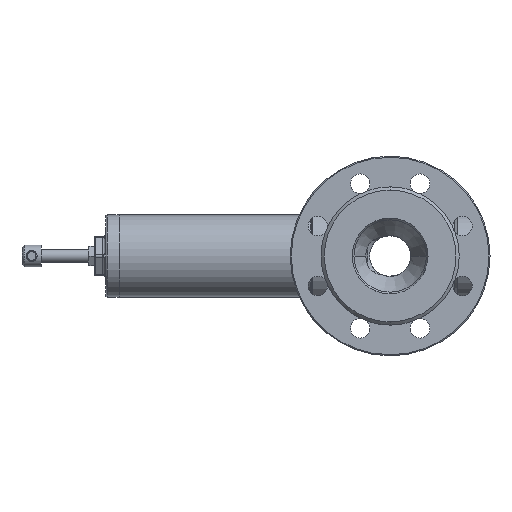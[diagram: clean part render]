
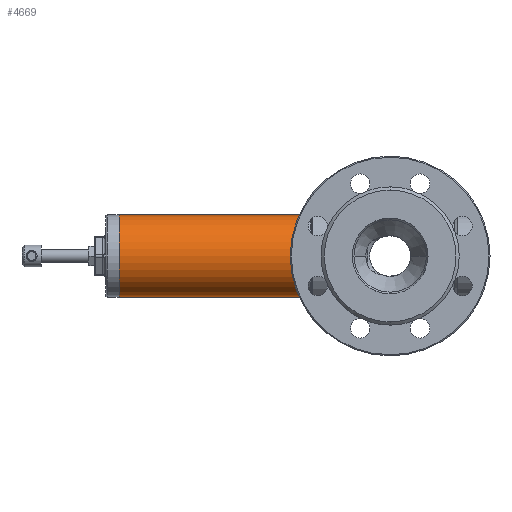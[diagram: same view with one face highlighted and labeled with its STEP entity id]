
A CAD part, left-side view. The second image highlights one B-rep face of the part: STEP entity #4669.
In plain terms, the highlighted cylindrical face has radius 38 mm (diameter 76 mm), a partial arc.
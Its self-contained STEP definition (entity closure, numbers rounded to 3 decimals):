
#757 = CARTESIAN_POINT ( 'NONE',  ( 0., 251., 38. ) ) ;
#1022 = VERTEX_POINT ( 'NONE', #12442 ) ;
#1915 = LINE ( 'NONE', #14854, #15131 ) ;
#2753 = EDGE_CURVE ( 'NONE', #5969, #1022, #9576, .T. ) ;
#3508 = DIRECTION ( 'NONE',  ( 0., 1., 0. ) ) ;
#3576 = DIRECTION ( 'NONE',  ( 0., 0., -1. ) ) ;
#3682 = ORIENTED_EDGE ( 'NONE', *, *, #13824, .T. ) ;
#3947 = EDGE_CURVE ( 'NONE', #14565, #5969, #4553, .T. ) ;
#4076 = VECTOR ( 'NONE', #16603, 1000. ) ;
#4553 = LINE ( 'NONE', #10638, #4076 ) ;
#4669 = ADVANCED_FACE ( 'NONE', ( #7374 ), #16316, .T. ) ;
#5125 = CIRCLE ( 'NONE', #7949, 38. ) ;
#5796 = AXIS2_PLACEMENT_3D ( 'NONE', #10574, #8922, #19111 ) ;
#5969 = VERTEX_POINT ( 'NONE', #8394 ) ;
#6226 = CARTESIAN_POINT ( 'NONE',  ( 0., 251., 0. ) ) ;
#7374 = FACE_OUTER_BOUND ( 'NONE', #11001, .T. ) ;
#7949 = AXIS2_PLACEMENT_3D ( 'NONE', #6226, #12574, #12509 ) ;
#8394 = CARTESIAN_POINT ( 'NONE',  ( 0., 77.6, -38. ) ) ;
#8922 = DIRECTION ( 'NONE',  ( 0., -1., 0. ) ) ;
#9576 = CIRCLE ( 'NONE', #14253, 38. ) ;
#9594 = VERTEX_POINT ( 'NONE', #757 ) ;
#10574 = CARTESIAN_POINT ( 'NONE',  ( 0., 252.5, 0. ) ) ;
#10638 = CARTESIAN_POINT ( 'NONE',  ( 0., 252.5, -38. ) ) ;
#11001 = EDGE_LOOP ( 'NONE', ( #3682, #17928, #14699, #14290 ) ) ;
#11126 = CARTESIAN_POINT ( 'NONE',  ( 0., 77.6, 0. ) ) ;
#12442 = CARTESIAN_POINT ( 'NONE',  ( 0., 77.6, 38. ) ) ;
#12509 = DIRECTION ( 'NONE',  ( 0., 0., -1. ) ) ;
#12574 = DIRECTION ( 'NONE',  ( 0., -1., 0. ) ) ;
#12627 = CARTESIAN_POINT ( 'NONE',  ( 0., 251., -38. ) ) ;
#13824 = EDGE_CURVE ( 'NONE', #9594, #14565, #5125, .T. ) ;
#14253 = AXIS2_PLACEMENT_3D ( 'NONE', #11126, #3508, #3576 ) ;
#14290 = ORIENTED_EDGE ( 'NONE', *, *, #18754, .F. ) ;
#14565 = VERTEX_POINT ( 'NONE', #12627 ) ;
#14699 = ORIENTED_EDGE ( 'NONE', *, *, #2753, .T. ) ;
#14854 = CARTESIAN_POINT ( 'NONE',  ( 0., 252.5, 38. ) ) ;
#15131 = VECTOR ( 'NONE', #19463, 1000. ) ;
#16316 = CYLINDRICAL_SURFACE ( 'NONE', #5796, 38. ) ;
#16603 = DIRECTION ( 'NONE',  ( 0., -1., 0. ) ) ;
#17928 = ORIENTED_EDGE ( 'NONE', *, *, #3947, .T. ) ;
#18754 = EDGE_CURVE ( 'NONE', #9594, #1022, #1915, .T. ) ;
#19111 = DIRECTION ( 'NONE',  ( 0., 0., 1. ) ) ;
#19463 = DIRECTION ( 'NONE',  ( 0., -1., 0. ) ) ;
